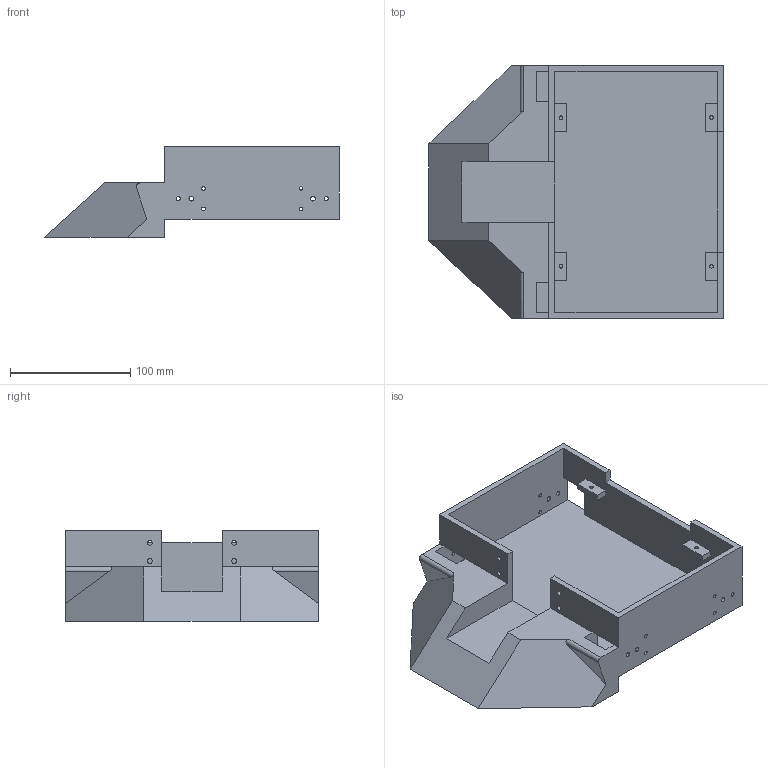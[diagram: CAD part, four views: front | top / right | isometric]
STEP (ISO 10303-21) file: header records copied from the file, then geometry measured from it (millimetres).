
FILE_DESCRIPTION (( 'STEP AP203' ), '1' );
FILE_NAME ('Base.STEP', '2022-10-15T08:08:50', ( '' ), ( '' ), 'SwSTEP 2.0', 'SolidWorks 2022', '' );
FILE_SCHEMA (( 'CONFIG_CONTROL_DESIGN' ));
Length unit declared in the file: millimetre
Products named in the file (1): Base
Bounding box: 245 x 210 x 75 mm (x, y, z)
Volume: 767446 mm3; surface area: 178634.8 mm2
Topology: 1 solids, 1 shells, 108 faces, 320 edges, 212 vertices
Faces by surface type: plane 58, cylinder 50
Entity records: 3819 total; most frequent: CARTESIAN_POINT 647, ORIENTED_EDGE 640, DIRECTION 634, EDGE_CURVE 320, VECTOR 220, LINE 220, VERTEX_POINT 212, AXIS2_PLACEMENT_3D 207
